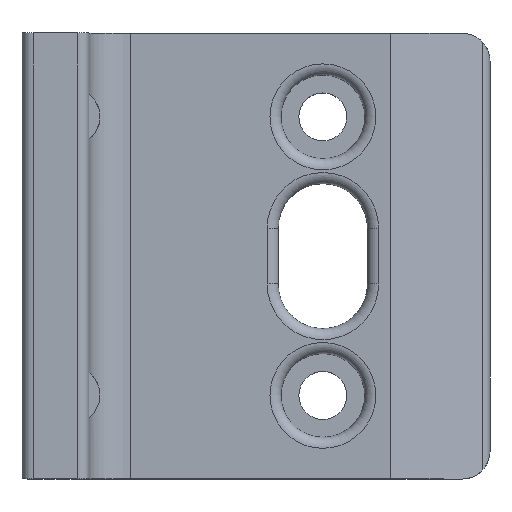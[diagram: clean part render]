
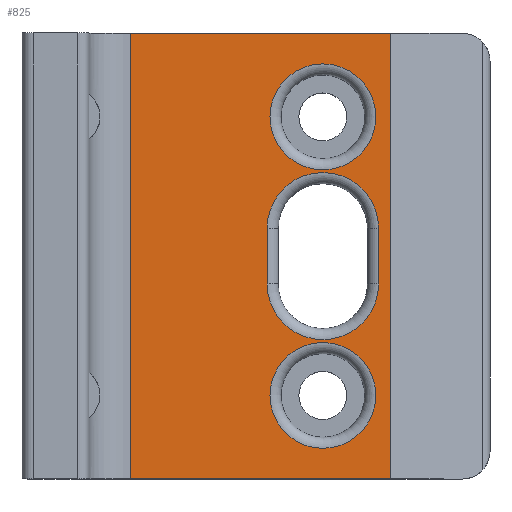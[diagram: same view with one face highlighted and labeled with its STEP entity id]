
A CAD part, top view. The second image highlights one B-rep face of the part: STEP entity #825.
In plain terms, the highlighted planar face has unit normal (0, 0, 1).
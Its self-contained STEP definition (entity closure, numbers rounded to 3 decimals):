
#17=PLANE($,#913);
#42=LINE($,#1359,#91);
#51=LINE($,#1392,#100);
#55=LINE($,#1411,#104);
#60=LINE($,#1426,#109);
#61=LINE($,#1427,#110);
#62=LINE($,#1431,#111);
#91=VECTOR($,#1044,40.);
#100=VECTOR($,#1073,23.35);
#104=VECTOR($,#1089,5.);
#109=VECTOR($,#1106,23.35);
#110=VECTOR($,#1107,40.);
#111=VECTOR($,#1110,5.);
#172=FACE_BOUND($,#267,.T.);
#173=FACE_BOUND($,#268,.T.);
#174=FACE_BOUND($,#269,.T.);
#204=FACE_OUTER_BOUND($,#266,.T.);
#266=EDGE_LOOP($,(#627,#628,#629,#630));
#267=EDGE_LOOP($,(#631));
#268=EDGE_LOOP($,(#632));
#269=EDGE_LOOP($,(#633,#634,#635,#636));
#311=CIRCLE($,#876,4.75);
#314=CIRCLE($,#881,4.75);
#331=CIRCLE($,#914,5.);
#332=CIRCLE($,#915,5.);
#359=VERTEX_POINT($,#1239);
#362=VERTEX_POINT($,#1247);
#382=VERTEX_POINT($,#1356);
#383=VERTEX_POINT($,#1358);
#393=VERTEX_POINT($,#1391);
#400=VERTEX_POINT($,#1407);
#402=VERTEX_POINT($,#1410);
#406=VERTEX_POINT($,#1425);
#407=VERTEX_POINT($,#1428);
#408=VERTEX_POINT($,#1430);
#433=EDGE_CURVE($,#359,#359,#311,.T.);
#436=EDGE_CURVE($,#362,#362,#314,.T.);
#459=EDGE_CURVE($,#382,#383,#42,.T.);
#475=EDGE_CURVE($,#393,#383,#51,.T.);
#484=EDGE_CURVE($,#400,#402,#55,.T.);
#492=EDGE_CURVE($,#406,#382,#60,.T.);
#493=EDGE_CURVE($,#406,#393,#61,.T.);
#494=EDGE_CURVE($,#407,#400,#331,.T.);
#495=EDGE_CURVE($,#408,#407,#62,.T.);
#496=EDGE_CURVE($,#402,#408,#332,.T.);
#627=ORIENTED_EDGE($,*,*,#475,.T.);
#628=ORIENTED_EDGE($,*,*,#459,.F.);
#629=ORIENTED_EDGE($,*,*,#492,.F.);
#630=ORIENTED_EDGE($,*,*,#493,.T.);
#631=ORIENTED_EDGE($,*,*,#436,.F.);
#632=ORIENTED_EDGE($,*,*,#433,.F.);
#633=ORIENTED_EDGE($,*,*,#484,.F.);
#634=ORIENTED_EDGE($,*,*,#494,.F.);
#635=ORIENTED_EDGE($,*,*,#495,.F.);
#636=ORIENTED_EDGE($,*,*,#496,.F.);
#825=ADVANCED_FACE($,(#204,#172,#173,#174),#17,.T.);
#876=AXIS2_PLACEMENT_3D($,#1240,#1001,#1002);
#881=AXIS2_PLACEMENT_3D($,#1248,#1011,#1012);
#913=AXIS2_PLACEMENT_3D($,#1424,#1104,#1105);
#914=AXIS2_PLACEMENT_3D($,#1429,#1108,#1109);
#915=AXIS2_PLACEMENT_3D($,#1432,#1111,#1112);
#1001=DIRECTION('center_axis',(0.,0.,1.));
#1002=DIRECTION('ref_axis',(-1.,0.,0.));
#1011=DIRECTION('center_axis',(0.,0.,1.));
#1012=DIRECTION('ref_axis',(-1.,0.,0.));
#1044=DIRECTION($,(0.,-1.,0.));
#1073=DIRECTION($,(1.,0.,0.));
#1089=DIRECTION($,(0.,-1.,0.));
#1104=DIRECTION('center_axis',(0.,0.,1.));
#1105=DIRECTION('ref_axis',(1.,0.,0.));
#1106=DIRECTION($,(1.,0.,0.));
#1107=DIRECTION($,(0.,-1.,0.));
#1108=DIRECTION('center_axis',(0.,0.,1.));
#1109=DIRECTION('ref_axis',(-1.,0.,0.));
#1110=DIRECTION($,(0.,1.,0.));
#1111=DIRECTION('center_axis',(0.,0.,1.));
#1112=DIRECTION('ref_axis',(-1.,0.,0.));
#1239=CARTESIAN_POINT('',(1.25,-12.5,4.5));
#1240=CARTESIAN_POINT('Origin',(6.,-12.5,4.5));
#1247=CARTESIAN_POINT('',(1.25,12.5,4.5));
#1248=CARTESIAN_POINT('Origin',(6.,12.5,4.5));
#1356=CARTESIAN_POINT('',(12.1,20.,4.5));
#1358=CARTESIAN_POINT('',(12.1,-20.,4.5));
#1359=CARTESIAN_POINT($,(12.1,20.,4.5));
#1391=CARTESIAN_POINT('',(-11.25,-20.,4.5));
#1392=CARTESIAN_POINT($,(-11.25,-20.,4.5));
#1407=CARTESIAN_POINT('',(1.,2.5,4.5));
#1410=CARTESIAN_POINT('',(1.,-2.5,4.5));
#1411=CARTESIAN_POINT($,(1.,2.5,4.5));
#1424=CARTESIAN_POINT('Origin',(-11.25,20.,4.5));
#1425=CARTESIAN_POINT('',(-11.25,20.,4.5));
#1426=CARTESIAN_POINT($,(-11.25,20.,4.5));
#1427=CARTESIAN_POINT($,(-11.25,20.,4.5));
#1428=CARTESIAN_POINT('',(11.,2.5,4.5));
#1429=CARTESIAN_POINT('Origin',(6.,2.5,4.5));
#1430=CARTESIAN_POINT('',(11.,-2.5,4.5));
#1431=CARTESIAN_POINT($,(11.,-2.5,4.5));
#1432=CARTESIAN_POINT('Origin',(6.,-2.5,4.5));
